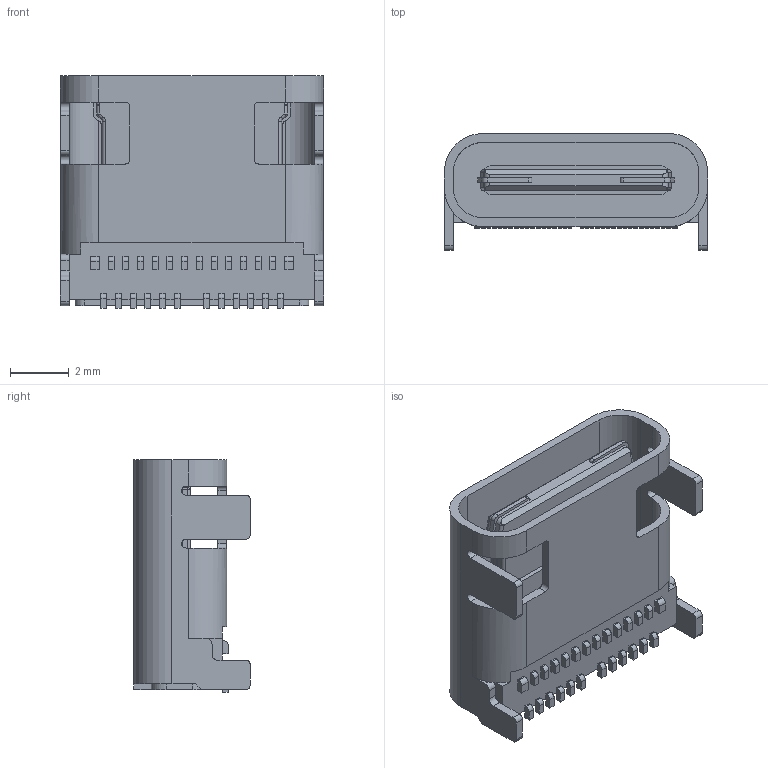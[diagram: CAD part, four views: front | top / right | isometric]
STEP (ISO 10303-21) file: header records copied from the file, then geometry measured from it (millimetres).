
FILE_DESCRIPTION(/* description */ (''),/* implementation_level */ '2;1');
FILE_NAME(/* name */ 'Female USB Type C Connector_ RPi4ModelB_ipt_4ca19cfa.STEP',/* time_stamp */ '2024-05-28T14:29:26+01:00',/* author */ ('rlndo'),/* organization */ (''),/* preprocessor_version */ 'ST-DEVELOPER v16.13',/* originating_system */ 'Autodesk Inventor 2018',/* authorisation */ '');
FILE_SCHEMA (('AUTOMOTIVE_DESIGN { 1 0 10303 214 3 1 1 }'));
Length unit declared in the file: millimetre
Products named in the file (1): Female USB Type C Connector, RPi4ModelB
Bounding box: 8.94 x 3.96 x 7.9 mm (x, y, z)
Volume: 129.7 mm3; surface area: 398.4 mm2
Topology: 1 solids, 1 shells, 397 faces, 1078 edges, 698 vertices
Faces by surface type: plane 257, cylinder 124, bspline 8, sphere 4, torus 4
Entity records: 12762 total; most frequent: CARTESIAN_POINT 2310, ORIENTED_EDGE 2156, DIRECTION 2124, EDGE_CURVE 1078, LINE 804, VECTOR 804, VERTEX_POINT 698, AXIS2_PLACEMENT_3D 660
